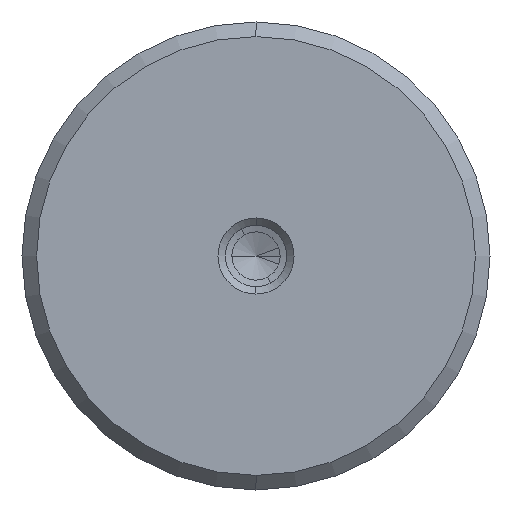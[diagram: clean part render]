
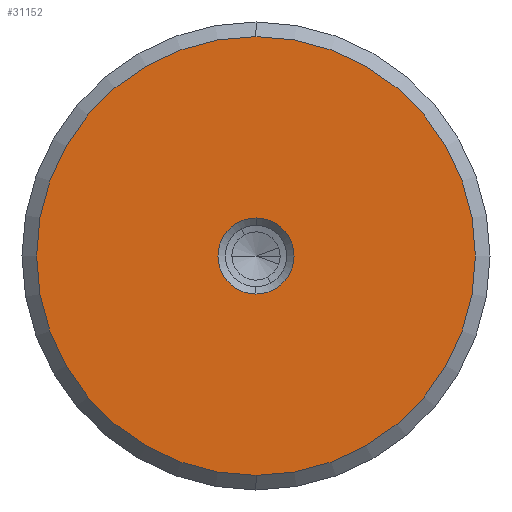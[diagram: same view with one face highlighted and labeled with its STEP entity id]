
A CAD part, left-side view. The second image highlights one B-rep face of the part: STEP entity #31152.
In plain terms, the highlighted planar face has unit normal (-1, 0, 0).
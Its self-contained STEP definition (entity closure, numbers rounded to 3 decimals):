
#669 = DIRECTION ( 'NONE',  ( -1., 0., 0. ) ) ;
#2632 = ORIENTED_EDGE ( 'NONE', *, *, #7613, .F. ) ;
#2954 = CARTESIAN_POINT ( 'NONE',  ( 0., 0., 2.6 ) ) ;
#3200 = VERTEX_POINT ( 'NONE', #25206 ) ;
#3496 = PLANE ( 'NONE',  #6290 ) ;
#3589 = CIRCLE ( 'NONE', #5999, 2.6 ) ;
#5999 = AXIS2_PLACEMENT_3D ( 'NONE', #15390, #669, #17840 ) ;
#6290 = AXIS2_PLACEMENT_3D ( 'NONE', #20684, #23131, #8458 ) ;
#6329 = AXIS2_PLACEMENT_3D ( 'NONE', #9023, #26125, #11492 ) ;
#7613 = EDGE_CURVE ( 'NONE', #3200, #14374, #9741, .T. ) ;
#8458 = DIRECTION ( 'NONE',  ( 0., 0., -1. ) ) ;
#8658 = FACE_OUTER_BOUND ( 'NONE', #23128, .T. ) ;
#9023 = CARTESIAN_POINT ( 'NONE',  ( 0., 0., 0. ) ) ;
#9741 = CIRCLE ( 'NONE', #6329, 2.6 ) ;
#9781 = DIRECTION ( 'NONE',  ( -1., 0., 0. ) ) ;
#10508 = CARTESIAN_POINT ( 'NONE',  ( 0., 0., 0. ) ) ;
#11160 = CIRCLE ( 'NONE', #30724, 15. ) ;
#11492 = DIRECTION ( 'NONE',  ( 0., 0., 1. ) ) ;
#12954 = DIRECTION ( 'NONE',  ( 0., 0., 1. ) ) ;
#14374 = VERTEX_POINT ( 'NONE', #2954 ) ;
#15390 = CARTESIAN_POINT ( 'NONE',  ( 0., 0., 0. ) ) ;
#17840 = DIRECTION ( 'NONE',  ( 0., 0., 1. ) ) ;
#18134 = EDGE_CURVE ( 'NONE', #14374, #3200, #3589, .T. ) ;
#20023 = AXIS2_PLACEMENT_3D ( 'NONE', #10508, #27589, #12954 ) ;
#20433 = EDGE_LOOP ( 'NONE', ( #27932, #2632 ) ) ;
#20684 = CARTESIAN_POINT ( 'NONE',  ( 0., 2.6, 0. ) ) ;
#22435 = FACE_BOUND ( 'NONE', #20433, .T. ) ;
#22522 = VERTEX_POINT ( 'NONE', #27075 ) ;
#22991 = ORIENTED_EDGE ( 'NONE', *, *, #31057, .T. ) ;
#23128 = EDGE_LOOP ( 'NONE', ( #22991, #25278 ) ) ;
#23131 = DIRECTION ( 'NONE',  ( 1., 0., 0. ) ) ;
#23993 = CIRCLE ( 'NONE', #20023, 15. ) ;
#24462 = CARTESIAN_POINT ( 'NONE',  ( 0., 0., 0. ) ) ;
#24872 = EDGE_CURVE ( 'NONE', #27498, #22522, #11160, .T. ) ;
#25206 = CARTESIAN_POINT ( 'NONE',  ( 0., 0., -2.6 ) ) ;
#25278 = ORIENTED_EDGE ( 'NONE', *, *, #24872, .T. ) ;
#26125 = DIRECTION ( 'NONE',  ( -1., 0., 0. ) ) ;
#26888 = DIRECTION ( 'NONE',  ( 0., 0., 1. ) ) ;
#27075 = CARTESIAN_POINT ( 'NONE',  ( 0., 0., -15. ) ) ;
#27498 = VERTEX_POINT ( 'NONE', #31332 ) ;
#27589 = DIRECTION ( 'NONE',  ( -1., 0., 0. ) ) ;
#27932 = ORIENTED_EDGE ( 'NONE', *, *, #18134, .F. ) ;
#30724 = AXIS2_PLACEMENT_3D ( 'NONE', #24462, #9781, #26888 ) ;
#31057 = EDGE_CURVE ( 'NONE', #22522, #27498, #23993, .T. ) ;
#31152 = ADVANCED_FACE ( 'NONE', ( #22435, #8658 ), #3496, .F. ) ;
#31332 = CARTESIAN_POINT ( 'NONE',  ( 0., 0., 15. ) ) ;
